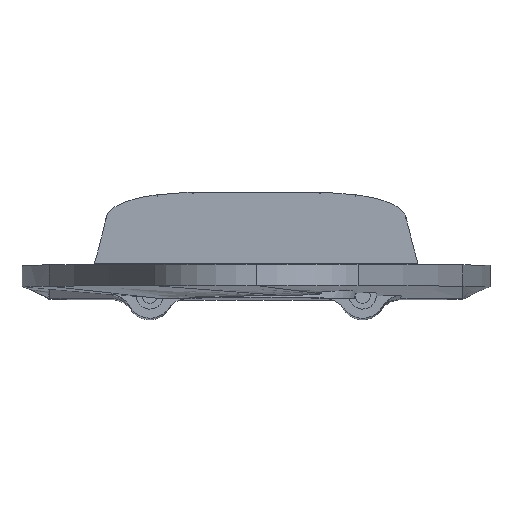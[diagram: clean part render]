
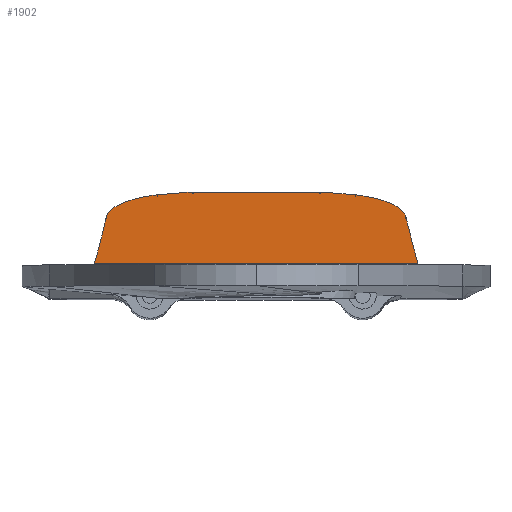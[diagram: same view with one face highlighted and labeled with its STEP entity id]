
A CAD part, top view. The second image highlights one B-rep face of the part: STEP entity #1902.
In plain terms, the highlighted planar face has unit normal (0, 0.951, 0.309).
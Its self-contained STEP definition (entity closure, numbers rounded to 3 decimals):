
#274=FACE_OUTER_BOUND('',#406,.T.);
#406=EDGE_LOOP('',(#1630,#1631,#1632,#1633,#1634,#1635,#1636,#1637));
#468=ELLIPSE('',#2101,3220.191,3062.584);
#469=ELLIPSE('',#2104,3220.191,3062.584);
#470=ELLIPSE('',#2105,26.889,25.573);
#471=ELLIPSE('',#2106,121.799,115.838);
#472=ELLIPSE('',#2107,121.799,115.838);
#473=ELLIPSE('',#2108,26.889,25.573);
#541=LINE('',#4480,#631);
#542=LINE('',#4489,#632);
#631=VECTOR('',#2496,10.);
#632=VECTOR('',#2505,10.);
#904=VERTEX_POINT('',#4446);
#905=VERTEX_POINT('',#4453);
#906=VERTEX_POINT('',#4473);
#907=VERTEX_POINT('',#4482);
#908=VERTEX_POINT('',#4484);
#909=VERTEX_POINT('',#4486);
#910=VERTEX_POINT('',#4488);
#911=VERTEX_POINT('',#4490);
#1161=EDGE_CURVE('',#904,#905,#468,.T.);
#1164=EDGE_CURVE('',#906,#904,#541,.T.);
#1165=EDGE_CURVE('',#907,#906,#469,.T.);
#1166=EDGE_CURVE('',#908,#907,#470,.T.);
#1167=EDGE_CURVE('',#909,#908,#471,.T.);
#1168=EDGE_CURVE('',#909,#910,#542,.T.);
#1169=EDGE_CURVE('',#911,#910,#472,.T.);
#1170=EDGE_CURVE('',#905,#911,#473,.T.);
#1630=ORIENTED_EDGE('',*,*,#1164,.F.);
#1631=ORIENTED_EDGE('',*,*,#1165,.F.);
#1632=ORIENTED_EDGE('',*,*,#1166,.F.);
#1633=ORIENTED_EDGE('',*,*,#1167,.F.);
#1634=ORIENTED_EDGE('',*,*,#1168,.T.);
#1635=ORIENTED_EDGE('',*,*,#1169,.F.);
#1636=ORIENTED_EDGE('',*,*,#1170,.F.);
#1637=ORIENTED_EDGE('',*,*,#1161,.F.);
#1818=PLANE('',#2103);
#1902=ADVANCED_FACE('',(#274),#1818,.F.);
#2101=AXIS2_PLACEMENT_3D('',#4454,#2491,#2492);
#2103=AXIS2_PLACEMENT_3D('',#4481,#2497,#2498);
#2104=AXIS2_PLACEMENT_3D('',#4483,#2499,#2500);
#2105=AXIS2_PLACEMENT_3D('',#4485,#2501,#2502);
#2106=AXIS2_PLACEMENT_3D('',#4487,#2503,#2504);
#2107=AXIS2_PLACEMENT_3D('',#4491,#2506,#2507);
#2108=AXIS2_PLACEMENT_3D('',#4492,#2508,#2509);
#2491=DIRECTION('center_axis',(0.,0.951,0.309));
#2492=DIRECTION('ref_axis',(0.,0.309,-0.951));
#2496=DIRECTION('',(-1.,0.,0.));
#2497=DIRECTION('center_axis',(0.,-0.951,-0.309));
#2498=DIRECTION('ref_axis',(0.,-0.309,0.951));
#2499=DIRECTION('center_axis',(0.,0.951,0.309));
#2500=DIRECTION('ref_axis',(0.,0.309,-0.951));
#2501=DIRECTION('center_axis',(0.,-0.951,-0.309));
#2502=DIRECTION('ref_axis',(0.,0.309,-0.951));
#2503=DIRECTION('center_axis',(0.,-0.951,-0.309));
#2504=DIRECTION('ref_axis',(0.,0.309,-0.951));
#2505=DIRECTION('',(-1.,0.,0.));
#2506=DIRECTION('center_axis',(0.,-0.951,-0.309));
#2507=DIRECTION('ref_axis',(0.,0.309,-0.951));
#2508=DIRECTION('center_axis',(0.,-0.951,-0.309));
#2509=DIRECTION('ref_axis',(0.,0.309,-0.951));
#4446=CARTESIAN_POINT('',(-53.608,7.979,-195.33));
#4453=CARTESIAN_POINT('',(-49.662,23.638,-243.522));
#4454=CARTESIAN_POINT('Origin',(-3103.91,97.007,-469.329));
#4473=CARTESIAN_POINT('',(52.825,7.979,-195.33));
#4480=CARTESIAN_POINT('',(37.304,7.979,-195.33));
#4481=CARTESIAN_POINT('Origin',(75.,31.675,-268.26));
#4482=CARTESIAN_POINT('',(48.879,23.638,-243.522));
#4483=CARTESIAN_POINT('Origin',(3103.127,97.007,-469.329));
#4484=CARTESIAN_POINT('',(32.218,30.822,-265.632));
#4485=CARTESIAN_POINT('Origin',(23.376,23.025,-241.637));
#4486=CARTESIAN_POINT('',(21.343,31.675,-268.26));
#4487=CARTESIAN_POINT('Origin',(-0.392,-5.294,-154.479));
#4488=CARTESIAN_POINT('',(-22.126,31.675,-268.26));
#4489=CARTESIAN_POINT('',(75.,31.675,-268.26));
#4490=CARTESIAN_POINT('',(-33.001,30.822,-265.632));
#4491=CARTESIAN_POINT('Origin',(-0.392,-5.294,-154.479));
#4492=CARTESIAN_POINT('Origin',(-24.159,23.025,-241.637));
